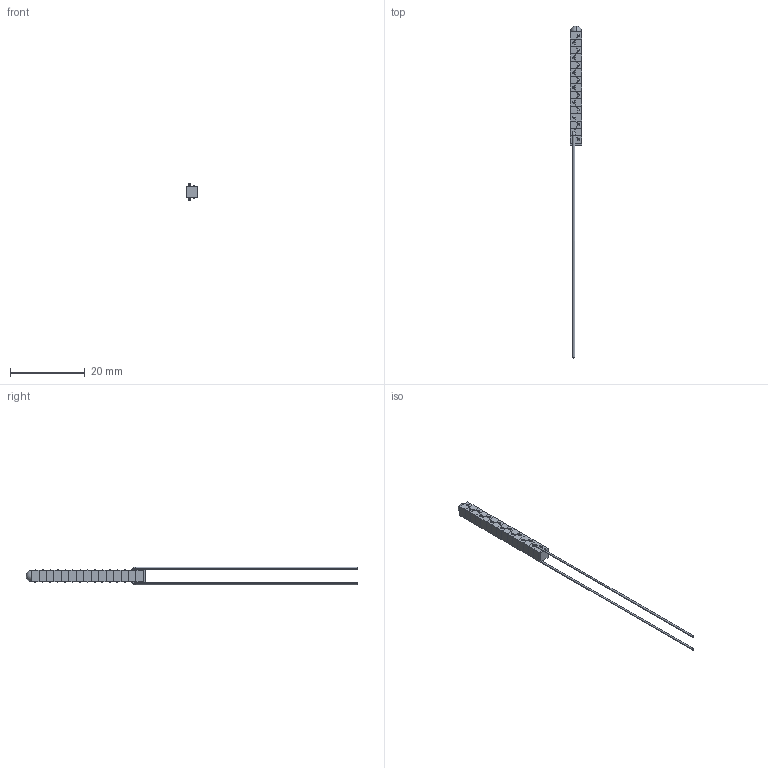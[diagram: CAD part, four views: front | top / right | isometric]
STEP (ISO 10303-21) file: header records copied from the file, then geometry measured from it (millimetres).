
FILE_DESCRIPTION (( 'STEP AP214' ), '1' );
FILE_NAME ('PK3JUP1.STEP', '2014-10-23T01:56:51', ( '' ), ( '' ), 'SwSTEP 2.0', 'SolidWorks 2012', '' );
FILE_SCHEMA (( 'AUTOMOTIVE_DESIGN' ));
Length unit declared in the file: millimetre
Products named in the file (1): PK3JUP1
Bounding box: 3 x 89.1 x 4.72 mm (x, y, z)
Volume: 307 mm3; surface area: 875.6 mm2
Topology: 19 solids, 19 shells, 312 faces, 686 edges, 415 vertices
Faces by surface type: cylinder 126, plane 118, sphere 58, bspline 10
Entity records: 12145 total; most frequent: CARTESIAN_POINT 2998, DIRECTION 1376, ORIENTED_EDGE 1368, EDGE_CURVE 684, AXIS2_PLACEMENT_3D 509, VERTEX_POINT 415, VECTOR 358, LINE 358
